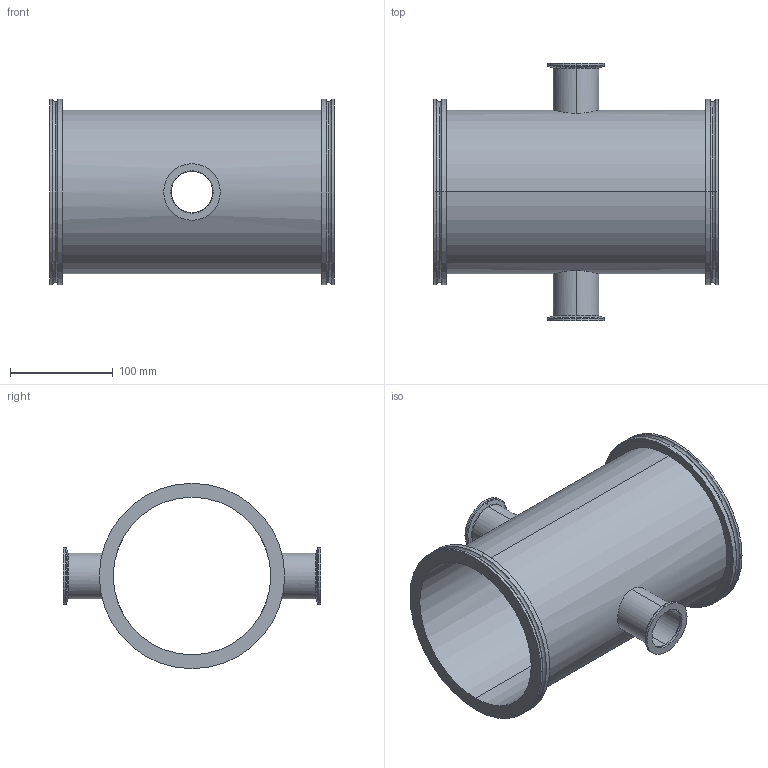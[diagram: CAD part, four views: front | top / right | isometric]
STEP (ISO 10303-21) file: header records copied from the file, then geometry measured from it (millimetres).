
FILE_DESCRIPTION (( 'STEP AP214' ), '1' );
FILE_NAME ('320RKR160-040.stp', '2017-06-01T09:12:50', ( '' ), ( '' ), 'SwSTEP 2.0', 'SolidWorks 2015', '' );
FILE_SCHEMA (( 'AUTOMOTIVE_DESIGN' ));
Length unit declared in the file: millimetre
Products named in the file (1): 320RKR160-040
Bounding box: 276 x 250 x 180 mm (x, y, z)
Volume: 538716.4 mm3; surface area: 337945.5 mm2
Topology: 3 solids, 3 shells, 78 faces, 160 edges, 96 vertices
Faces by surface type: cylinder 42, torus 20, plane 12, cone 4
Entity records: 3826 total; most frequent: CARTESIAN_POINT 1195, DIRECTION 402, ORIENTED_EDGE 320, AXIS2_PLACEMENT_3D 179, EDGE_CURVE 160, CIRCLE 100, VERTEX_POINT 96, EDGE_LOOP 96
